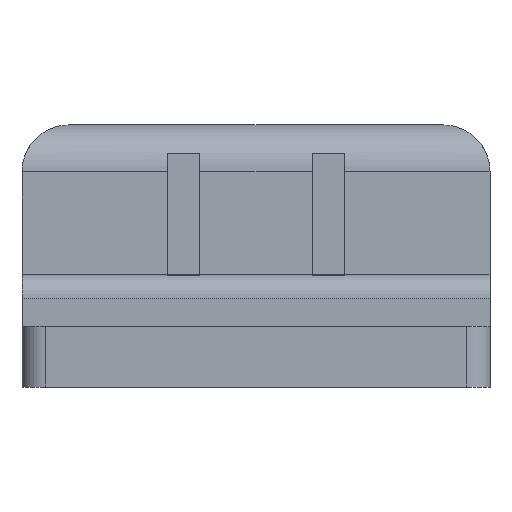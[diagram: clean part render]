
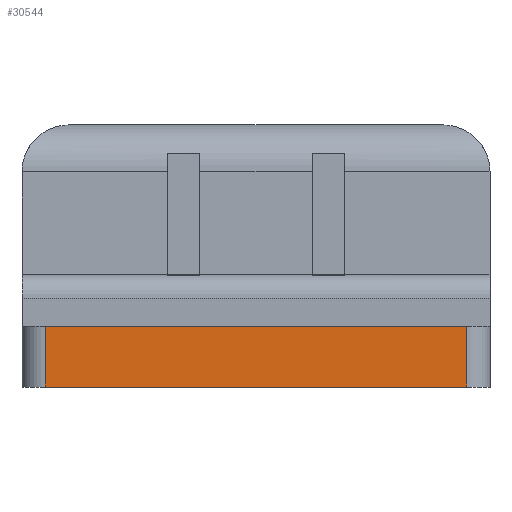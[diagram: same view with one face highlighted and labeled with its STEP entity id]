
A CAD part, front view. The second image highlights one B-rep face of the part: STEP entity #30544.
In plain terms, the highlighted planar face has unit normal (0, -1, 0).
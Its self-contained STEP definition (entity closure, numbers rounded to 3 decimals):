
#44 = PLANE('',#45);
#45 = AXIS2_PLACEMENT_3D('',#46,#47,#48);
#46 = CARTESIAN_POINT('',(-61.,-68.,5.5));
#47 = DIRECTION('',(0.,0.,1.));
#48 = DIRECTION('',(1.,0.,0.));
#1203 = PLANE('',#1204);
#1204 = AXIS2_PLACEMENT_3D('',#1205,#1206,#1207);
#1205 = CARTESIAN_POINT('',(-36.,4.229,-1.));
#1206 = DIRECTION('',(0.,0.,-1.));
#1207 = DIRECTION('',(-1.,0.,0.));
#1229 = CYLINDRICAL_SURFACE('',#1230,2.5);
#1230 = AXIS2_PLACEMENT_3D('',#1231,#1232,#1233);
#1231 = CARTESIAN_POINT('',(-58.5,-40.5,5.5));
#1232 = DIRECTION('',(0.,0.,-1.));
#1233 = DIRECTION('',(-1.,0.,0.));
#1246 = VERTEX_POINT('',#1247);
#1247 = CARTESIAN_POINT('',(-58.5,-43.,5.5));
#1269 = EDGE_CURVE('',#1270,#1246,#1272,.T.);
#1270 = VERTEX_POINT('',#1271);
#1271 = CARTESIAN_POINT('',(-13.5,-43.,5.5));
#1272 = SURFACE_CURVE('',#1273,(#1277,#1283),.PCURVE_S1.);
#1273 = LINE('',#1274,#1275);
#1274 = CARTESIAN_POINT('',(-63.5,-43.,5.5));
#1275 = VECTOR('',#1276,1.);
#1276 = DIRECTION('',(-1.,0.,0.));
#1277 = PCURVE('',#44,#1278);
#1278 = DEFINITIONAL_REPRESENTATION('',(#1279),#1282);
#1279 = B_SPLINE_CURVE_WITH_KNOTS('',1,(#1280,#1281),.UNSPECIFIED.,.F.,
  .F.,(2,2),(-57.5,2.5),.PIECEWISE_BEZIER_KNOTS.);
#1280 = CARTESIAN_POINT('',(55.,25.));
#1281 = CARTESIAN_POINT('',(-5.,25.));
#1282 = ( GEOMETRIC_REPRESENTATION_CONTEXT(2) 
PARAMETRIC_REPRESENTATION_CONTEXT() REPRESENTATION_CONTEXT('2D SPACE',''
  ) );
#1283 = PCURVE('',#1284,#1289);
#1284 = PLANE('',#1285);
#1285 = AXIS2_PLACEMENT_3D('',#1286,#1287,#1288);
#1286 = CARTESIAN_POINT('',(-66.,-43.,-2.));
#1287 = DIRECTION('',(0.,1.,0.));
#1288 = DIRECTION('',(0.,0.,1.));
#1289 = DEFINITIONAL_REPRESENTATION('',(#1290),#1293);
#1290 = B_SPLINE_CURVE_WITH_KNOTS('',1,(#1291,#1292),.UNSPECIFIED.,.F.,
  .F.,(2,2),(-57.5,2.5),.PIECEWISE_BEZIER_KNOTS.);
#1291 = CARTESIAN_POINT('',(7.5,60.));
#1292 = CARTESIAN_POINT('',(7.5,0.));
#1293 = ( GEOMETRIC_REPRESENTATION_CONTEXT(2) 
PARAMETRIC_REPRESENTATION_CONTEXT() REPRESENTATION_CONTEXT('2D SPACE',''
  ) );
#1316 = CYLINDRICAL_SURFACE('',#1317,2.5);
#1317 = AXIS2_PLACEMENT_3D('',#1318,#1319,#1320);
#1318 = CARTESIAN_POINT('',(-13.5,-40.5,-1.));
#1319 = DIRECTION('',(0.,0.,1.));
#1320 = DIRECTION('',(1.,0.,0.));
#1472 = EDGE_CURVE('',#1246,#1473,#1475,.T.);
#1473 = VERTEX_POINT('',#1474);
#1474 = CARTESIAN_POINT('',(-58.5,-43.,-1.));
#1475 = SURFACE_CURVE('',#1476,(#1480,#1487),.PCURVE_S1.);
#1476 = LINE('',#1477,#1478);
#1477 = CARTESIAN_POINT('',(-58.5,-43.,5.5));
#1478 = VECTOR('',#1479,1.);
#1479 = DIRECTION('',(0.,0.,-1.));
#1480 = PCURVE('',#1229,#1481);
#1481 = DEFINITIONAL_REPRESENTATION('',(#1482),#1486);
#1482 = LINE('',#1483,#1484);
#1483 = CARTESIAN_POINT('',(-1.571,0.));
#1484 = VECTOR('',#1485,1.);
#1485 = DIRECTION('',(0.,1.));
#1486 = ( GEOMETRIC_REPRESENTATION_CONTEXT(2) 
PARAMETRIC_REPRESENTATION_CONTEXT() REPRESENTATION_CONTEXT('2D SPACE',''
  ) );
#1487 = PCURVE('',#1284,#1488);
#1488 = DEFINITIONAL_REPRESENTATION('',(#1489),#1493);
#1489 = LINE('',#1490,#1491);
#1490 = CARTESIAN_POINT('',(7.5,7.5));
#1491 = VECTOR('',#1492,1.);
#1492 = DIRECTION('',(-1.,0.));
#1493 = ( GEOMETRIC_REPRESENTATION_CONTEXT(2) 
PARAMETRIC_REPRESENTATION_CONTEXT() REPRESENTATION_CONTEXT('2D SPACE',''
  ) );
#1574 = EDGE_CURVE('',#1473,#1575,#1577,.T.);
#1575 = VERTEX_POINT('',#1576);
#1576 = CARTESIAN_POINT('',(-13.5,-43.,-1.));
#1577 = SURFACE_CURVE('',#1578,(#1582,#1588),.PCURVE_S1.);
#1578 = LINE('',#1579,#1580);
#1579 = CARTESIAN_POINT('',(-51.,-43.,-1.));
#1580 = VECTOR('',#1581,1.);
#1581 = DIRECTION('',(1.,0.,0.));
#1582 = PCURVE('',#1203,#1583);
#1583 = DEFINITIONAL_REPRESENTATION('',(#1584),#1587);
#1584 = B_SPLINE_CURVE_WITH_KNOTS('',1,(#1585,#1586),.UNSPECIFIED.,.F.,
  .F.,(2,2),(-15.,45.),.PIECEWISE_BEZIER_KNOTS.);
#1585 = CARTESIAN_POINT('',(30.,-47.229));
#1586 = CARTESIAN_POINT('',(-30.,-47.229));
#1587 = ( GEOMETRIC_REPRESENTATION_CONTEXT(2) 
PARAMETRIC_REPRESENTATION_CONTEXT() REPRESENTATION_CONTEXT('2D SPACE',''
  ) );
#1588 = PCURVE('',#1284,#1589);
#1589 = DEFINITIONAL_REPRESENTATION('',(#1590),#1593);
#1590 = B_SPLINE_CURVE_WITH_KNOTS('',1,(#1591,#1592),.UNSPECIFIED.,.F.,
  .F.,(2,2),(-15.,45.),.PIECEWISE_BEZIER_KNOTS.);
#1591 = CARTESIAN_POINT('',(1.,0.));
#1592 = CARTESIAN_POINT('',(1.,60.));
#1593 = ( GEOMETRIC_REPRESENTATION_CONTEXT(2) 
PARAMETRIC_REPRESENTATION_CONTEXT() REPRESENTATION_CONTEXT('2D SPACE',''
  ) );
#30544 = ADVANCED_FACE('',(#30545),#1284,.F.);
#30545 = FACE_BOUND('',#30546,.F.);
#30546 = EDGE_LOOP('',(#30547,#30548,#30549,#30550));
#30547 = ORIENTED_EDGE('',*,*,#1574,.F.);
#30548 = ORIENTED_EDGE('',*,*,#1472,.F.);
#30549 = ORIENTED_EDGE('',*,*,#1269,.F.);
#30550 = ORIENTED_EDGE('',*,*,#30551,.F.);
#30551 = EDGE_CURVE('',#1575,#1270,#30552,.T.);
#30552 = SURFACE_CURVE('',#30553,(#30557,#30564),.PCURVE_S1.);
#30553 = LINE('',#30554,#30555);
#30554 = CARTESIAN_POINT('',(-13.5,-43.,-1.));
#30555 = VECTOR('',#30556,1.);
#30556 = DIRECTION('',(0.,0.,1.));
#30557 = PCURVE('',#1284,#30558);
#30558 = DEFINITIONAL_REPRESENTATION('',(#30559),#30563);
#30559 = LINE('',#30560,#30561);
#30560 = CARTESIAN_POINT('',(1.,52.5));
#30561 = VECTOR('',#30562,1.);
#30562 = DIRECTION('',(1.,0.));
#30563 = ( GEOMETRIC_REPRESENTATION_CONTEXT(2) 
PARAMETRIC_REPRESENTATION_CONTEXT() REPRESENTATION_CONTEXT('2D SPACE',''
  ) );
#30564 = PCURVE('',#1316,#30565);
#30565 = DEFINITIONAL_REPRESENTATION('',(#30566),#30570);
#30566 = LINE('',#30567,#30568);
#30567 = CARTESIAN_POINT('',(-1.571,0.));
#30568 = VECTOR('',#30569,1.);
#30569 = DIRECTION('',(0.,1.));
#30570 = ( GEOMETRIC_REPRESENTATION_CONTEXT(2) 
PARAMETRIC_REPRESENTATION_CONTEXT() REPRESENTATION_CONTEXT('2D SPACE',''
  ) );
